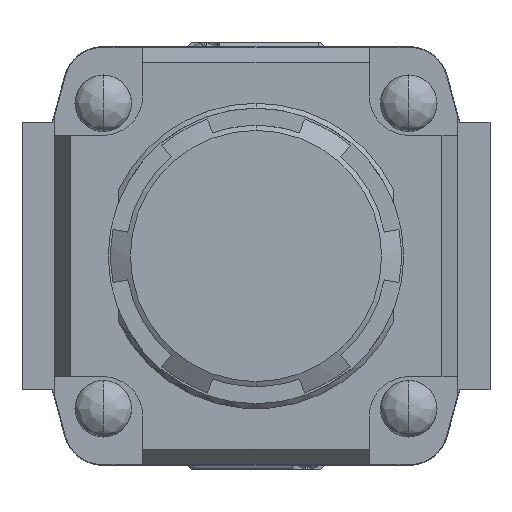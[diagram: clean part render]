
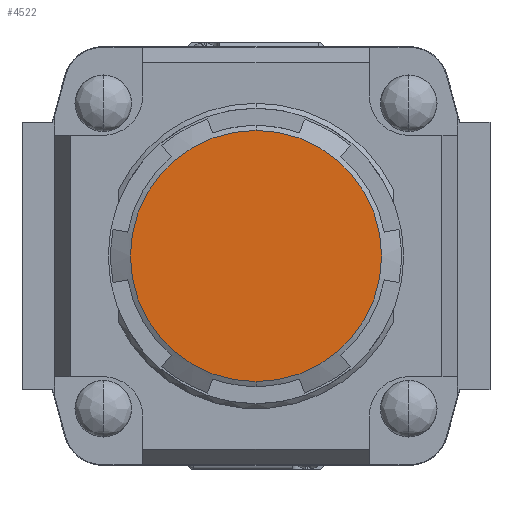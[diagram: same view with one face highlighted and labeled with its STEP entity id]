
A CAD part, front view. The second image highlights one B-rep face of the part: STEP entity #4522.
In plain terms, the highlighted planar face has unit normal (0, -1, 0).
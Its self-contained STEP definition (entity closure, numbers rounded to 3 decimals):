
#25 = CIRCLE ( 'NONE', #1559, 25.5 ) ;
#60 = EDGE_LOOP ( 'NONE', ( #5661, #5626 ) ) ;
#92 = VERTEX_POINT ( 'NONE', #3392 ) ;
#499 = PLANE ( 'NONE',  #2785 ) ;
#868 = DIRECTION ( 'NONE',  ( 0., 0., 1. ) ) ;
#1559 = AXIS2_PLACEMENT_3D ( 'NONE', #6118, #7127, #12262 ) ;
#1773 = CARTESIAN_POINT ( 'NONE',  ( 0., -129.6, 0. ) ) ;
#2046 = VERTEX_POINT ( 'NONE', #12242 ) ;
#2785 = AXIS2_PLACEMENT_3D ( 'NONE', #12462, #11476, #4415 ) ;
#2984 = AXIS2_PLACEMENT_3D ( 'NONE', #1773, #4754, #868 ) ;
#3392 = CARTESIAN_POINT ( 'NONE',  ( 0., -129.6, -25.5 ) ) ;
#4415 = DIRECTION ( 'NONE',  ( 0., 0., -1. ) ) ;
#4522 = ADVANCED_FACE ( 'NONE', ( #8185 ), #499, .T. ) ;
#4754 = DIRECTION ( 'NONE',  ( 0., 1., 0. ) ) ;
#5626 = ORIENTED_EDGE ( 'NONE', *, *, #6768, .F. ) ;
#5661 = ORIENTED_EDGE ( 'NONE', *, *, #8003, .F. ) ;
#6118 = CARTESIAN_POINT ( 'NONE',  ( 0., -129.6, 0. ) ) ;
#6768 = EDGE_CURVE ( 'NONE', #92, #2046, #10585, .T. ) ;
#7127 = DIRECTION ( 'NONE',  ( 0., 1., 0. ) ) ;
#8003 = EDGE_CURVE ( 'NONE', #2046, #92, #25, .T. ) ;
#8185 = FACE_OUTER_BOUND ( 'NONE', #60, .T. ) ;
#10585 = CIRCLE ( 'NONE', #2984, 25.5 ) ;
#11476 = DIRECTION ( 'NONE',  ( 0., -1., 0. ) ) ;
#12242 = CARTESIAN_POINT ( 'NONE',  ( 0., -129.6, 25.5 ) ) ;
#12262 = DIRECTION ( 'NONE',  ( 0., 0., 1. ) ) ;
#12462 = CARTESIAN_POINT ( 'NONE',  ( -29.5, -129.6, 0. ) ) ;
